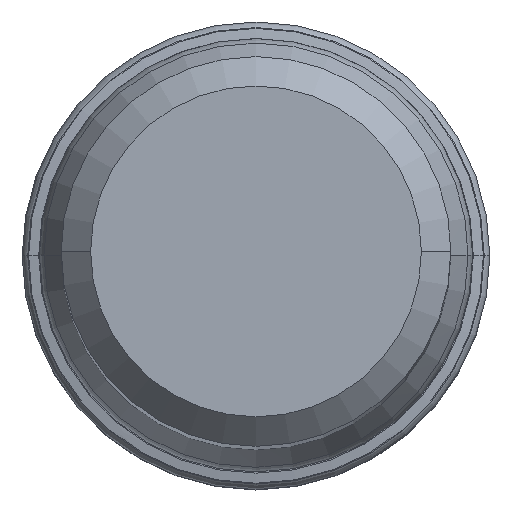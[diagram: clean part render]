
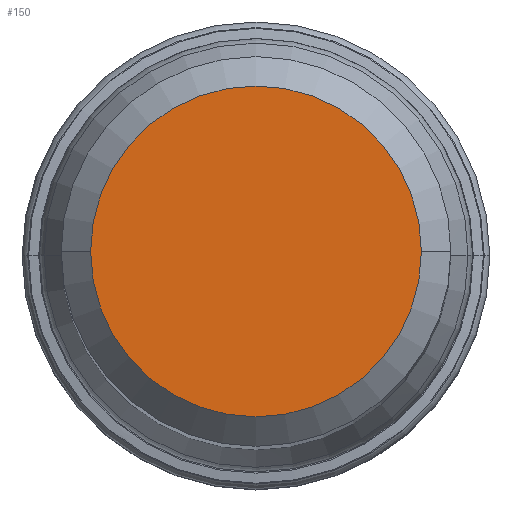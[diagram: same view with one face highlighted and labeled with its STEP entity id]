
A CAD part, top view. The second image highlights one B-rep face of the part: STEP entity #150.
In plain terms, the highlighted planar face has unit normal (0, 0, 1).
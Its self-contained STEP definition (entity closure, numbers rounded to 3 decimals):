
#30=PLANE('',#1194);
#150=ADVANCED_FACE('',(#217),#30,.F.);
#217=FACE_OUTER_BOUND('',#273,.T.);
#273=EDGE_LOOP('',(#477,#478,#479,#480));
#477=ORIENTED_EDGE('',*,*,#748,.F.);
#478=ORIENTED_EDGE('',*,*,#749,.F.);
#479=ORIENTED_EDGE('',*,*,#747,.F.);
#480=ORIENTED_EDGE('',*,*,#746,.F.);
#621=VERTEX_POINT('',#2724);
#622=VERTEX_POINT('',#2726);
#623=VERTEX_POINT('',#2728);
#624=VERTEX_POINT('',#2732);
#746=EDGE_CURVE('',#622,#623,#895,.T.);
#747=EDGE_CURVE('',#623,#621,#896,.T.);
#748=EDGE_CURVE('',#624,#622,#897,.T.);
#749=EDGE_CURVE('',#621,#624,#898,.T.);
#895=CIRCLE('',#1189,6.738);
#896=CIRCLE('',#1190,6.738);
#897=CIRCLE('',#1192,6.738);
#898=CIRCLE('',#1193,6.738);
#1189=AXIS2_PLACEMENT_3D('',#2727,#1474,#1475);
#1190=AXIS2_PLACEMENT_3D('',#2729,#1476,#1477);
#1192=AXIS2_PLACEMENT_3D('',#2731,#1480,#1481);
#1193=AXIS2_PLACEMENT_3D('',#2733,#1482,#1483);
#1194=AXIS2_PLACEMENT_3D('',#2734,#1484,#1485);
#1474=DIRECTION('',(0.,0.,-1.));
#1475=DIRECTION('',(1.,0.,0.));
#1476=DIRECTION('',(0.,0.,-1.));
#1477=DIRECTION('',(0.,-1.,0.));
#1480=DIRECTION('',(0.,0.,-1.));
#1481=DIRECTION('',(0.,1.,0.));
#1482=DIRECTION('',(0.,0.,-1.));
#1483=DIRECTION('',(-1.,0.,0.));
#1484=DIRECTION('',(0.,0.,-1.));
#1485=DIRECTION('',(-1.,0.,0.));
#2724=CARTESIAN_POINT('',(-6.738,0.,0.));
#2726=CARTESIAN_POINT('',(6.738,0.,0.));
#2727=CARTESIAN_POINT('',(0.,0.,0.));
#2728=CARTESIAN_POINT('',(0.,-6.738,0.));
#2729=CARTESIAN_POINT('',(0.,0.,0.));
#2731=CARTESIAN_POINT('',(0.,0.,0.));
#2732=CARTESIAN_POINT('',(0.,6.737,0.));
#2733=CARTESIAN_POINT('',(0.,0.,0.));
#2734=CARTESIAN_POINT('',(0.,0.,0.));
